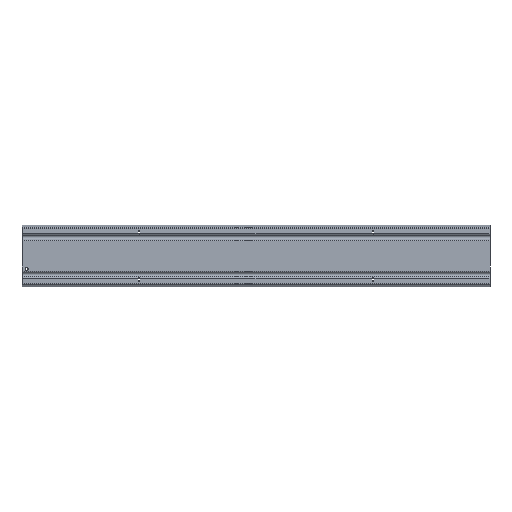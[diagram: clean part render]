
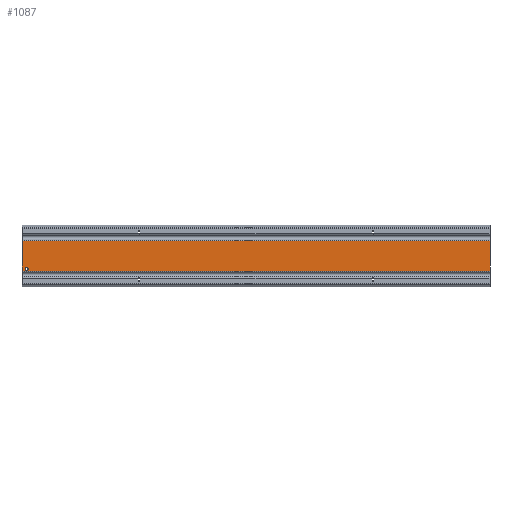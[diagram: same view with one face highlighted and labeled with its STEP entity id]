
A CAD part, top view. The second image highlights one B-rep face of the part: STEP entity #1087.
In plain terms, the highlighted planar face has unit normal (0, 0, 1).
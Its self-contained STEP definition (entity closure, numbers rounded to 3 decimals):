
#17=FACE_BOUND('',#147,.T.);
#96=FACE_OUTER_BOUND('',#146,.T.);
#146=EDGE_LOOP('',(#979,#980,#981,#982));
#147=EDGE_LOOP('',(#983));
#183=CIRCLE('',#1142,3.);
#203=LINE('',#1509,#306);
#219=LINE('',#1571,#322);
#304=LINE('',#2034,#407);
#305=LINE('',#2036,#408);
#306=VECTOR('',#1198,1.);
#322=VECTOR('',#1246,1.);
#407=VECTOR('',#1499,1.);
#408=VECTOR('',#1502,1.);
#409=VERTEX_POINT('',#1507);
#410=VERTEX_POINT('',#1508);
#439=VERTEX_POINT('',#1568);
#480=VERTEX_POINT('',#1788);
#518=VERTEX_POINT('',#2032);
#519=EDGE_CURVE('',#409,#410,#203,.T.);
#550=EDGE_CURVE('',#410,#439,#219,.T.);
#609=EDGE_CURVE('',#480,#480,#183,.T.);
#682=EDGE_CURVE('',#409,#518,#304,.T.);
#683=EDGE_CURVE('',#518,#439,#305,.T.);
#979=ORIENTED_EDGE('',*,*,#683,.F.);
#980=ORIENTED_EDGE('',*,*,#682,.F.);
#981=ORIENTED_EDGE('',*,*,#519,.T.);
#982=ORIENTED_EDGE('',*,*,#550,.T.);
#983=ORIENTED_EDGE('',*,*,#609,.T.);
#1038=PLANE('',#1192);
#1087=ADVANCED_FACE('',(#96,#17),#1038,.T.);
#1142=AXIS2_PLACEMENT_3D('',#1789,#1350,#1351);
#1192=AXIS2_PLACEMENT_3D('',#2035,#1500,#1501);
#1198=DIRECTION('',(0.,-1.,0.));
#1246=DIRECTION('',(1.,0.,0.));
#1350=DIRECTION('center_axis',(0.,0.,-1.));
#1351=DIRECTION('ref_axis',(-1.,0.,0.));
#1499=DIRECTION('',(1.,0.,0.));
#1500=DIRECTION('center_axis',(0.,0.,1.));
#1501=DIRECTION('ref_axis',(0.,-1.,0.));
#1502=DIRECTION('',(0.,-1.,0.));
#1507=CARTESIAN_POINT('',(8.779,106.249,20.521));
#1508=CARTESIAN_POINT('',(8.779,42.048,20.521));
#1509=CARTESIAN_POINT('',(8.779,74.149,20.521));
#1568=CARTESIAN_POINT('',(1008.779,42.048,20.521));
#1571=CARTESIAN_POINT('',(8.779,42.048,20.521));
#1788=CARTESIAN_POINT('',(21.779,46.149,20.521));
#1789=CARTESIAN_POINT('Origin',(18.779,46.149,20.521));
#2032=CARTESIAN_POINT('',(1008.779,106.249,20.521));
#2034=CARTESIAN_POINT('',(8.779,106.249,20.521));
#2035=CARTESIAN_POINT('Origin',(8.779,74.149,20.521));
#2036=CARTESIAN_POINT('',(1008.779,74.149,20.521));
